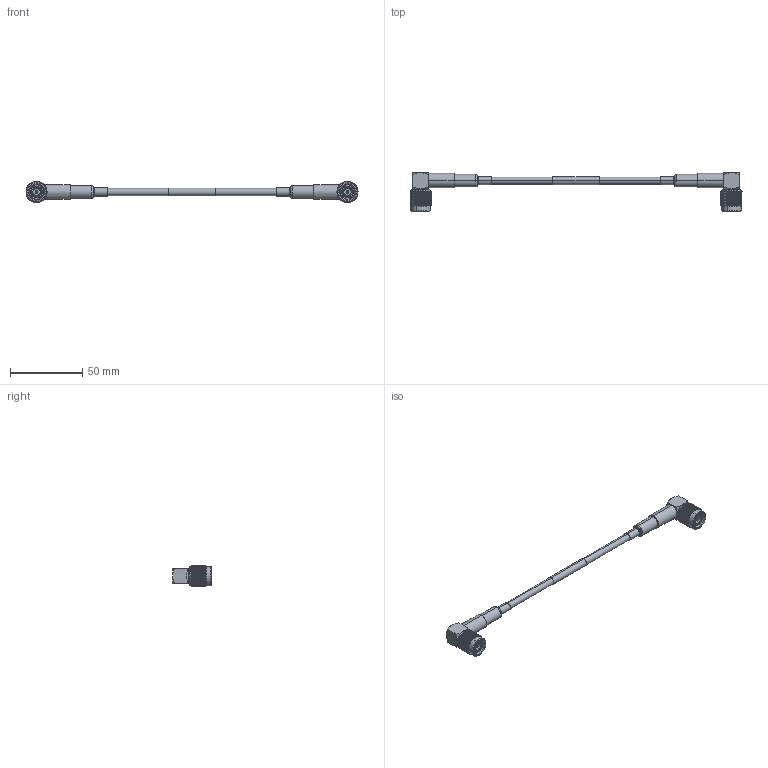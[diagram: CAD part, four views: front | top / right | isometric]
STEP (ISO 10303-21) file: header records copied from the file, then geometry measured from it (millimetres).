
FILE_DESCRIPTION (( 'STEP AP214' ), '1' );
FILE_NAME ('FMCA3189_3D.step', '2023-05-01T21:54:01', ( '' ), ( '' ), 'SwSTEP 2.0', 'SolidWorks 2022', '' );
FILE_SCHEMA (( 'AUTOMOTIVE_DESIGN' ));
Length unit declared in the file: inch
Products named in the file (4): PE44846 ¦ SC4257; FMCA3189_3D; LMR-200_Heatshrink-FM_1" Long; LMR-200-FM
Assembly tree (5 placements, depth 2):
  FMCA3189_3D
    LMR-200-FM
    PE44846 ¦ SC4257  x2
    LMR-200_Heatshrink-FM_1" Long  x2
Bounding box: 229.1 x 26.6 x 14.5 mm (x, y, z)
Volume: 12855.2 mm3; surface area: 12869.9 mm2
Topology: 9 solids, 9 shells, 5352 faces, 11324 edges, 6012 vertices
Faces by surface type: bspline 4010, cylinder 1152, plane 98, cone 76, torus 16
Entity records: 102963 total; most frequent: CARTESIAN_POINT 67688, ORIENTED_EDGE 11342, EDGE_CURVE 5671, VERTEX_POINT 3012, EDGE_LOOP 2697, ADVANCED_FACE 2681, FACE_OUTER_BOUND 2681, B_SPLINE_CURVE_WITH_KNOTS 2288
